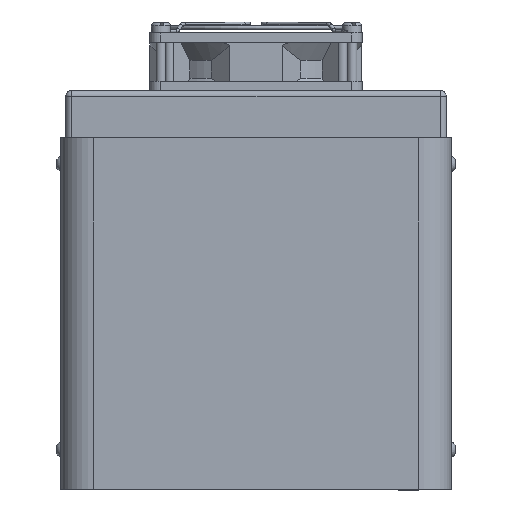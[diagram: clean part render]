
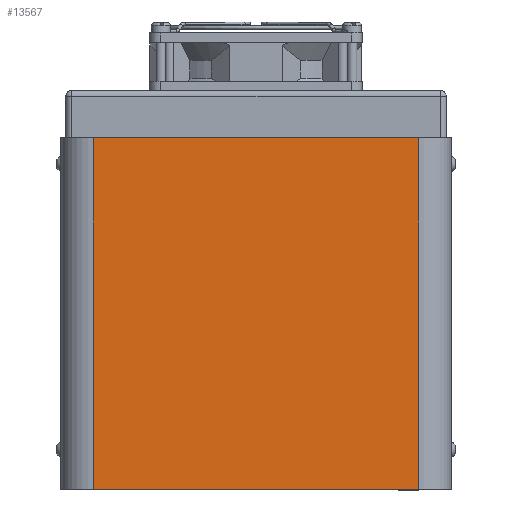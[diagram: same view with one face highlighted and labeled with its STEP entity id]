
A CAD part, top view. The second image highlights one B-rep face of the part: STEP entity #13567.
In plain terms, the highlighted planar face has unit normal (0, 0, 1).
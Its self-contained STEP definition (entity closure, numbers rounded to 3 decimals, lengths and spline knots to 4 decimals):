
#929 = DIRECTION ( 'NONE',  ( 0., 0., 1. ) ) ;
#3850 = DIRECTION ( 'NONE',  ( -1., 0., 0. ) ) ;
#6637 = LINE ( 'NONE', #37062, #54524 ) ;
#7215 = CARTESIAN_POINT ( 'NONE',  ( 2.78, 0., 3.3275 ) ) ;
#11312 = LINE ( 'NONE', #24403, #46541 ) ;
#11768 = DIRECTION ( 'NONE',  ( 0., -1., 0. ) ) ;
#12142 = CARTESIAN_POINT ( 'NONE',  ( 2.78, 0., 3.3275 ) ) ;
#12568 = VECTOR ( 'NONE', #11768, 39.3701 ) ;
#13567 = ADVANCED_FACE ( 'NONE', ( #35067 ), #29816, .T. ) ;
#15136 = ORIENTED_EDGE ( 'NONE', *, *, #39711, .T. ) ;
#17304 = ORIENTED_EDGE ( 'NONE', *, *, #35098, .T. ) ;
#19208 = VERTEX_POINT ( 'NONE', #27069 ) ;
#24403 = CARTESIAN_POINT ( 'NONE',  ( 3.33, 0., 3.3275 ) ) ;
#24937 = EDGE_CURVE ( 'NONE', #56158, #59367, #28480, .T. ) ;
#25392 = LINE ( 'NONE', #57013, #12568 ) ;
#27069 = CARTESIAN_POINT ( 'NONE',  ( -2.78, 6., 3.3275 ) ) ;
#28480 = LINE ( 'NONE', #7215, #52264 ) ;
#29717 = ORIENTED_EDGE ( 'NONE', *, *, #24937, .T. ) ;
#29816 = PLANE ( 'NONE',  #35507 ) ;
#34650 = DIRECTION ( 'NONE',  ( 0., -1., 0. ) ) ;
#35067 = FACE_OUTER_BOUND ( 'NONE', #39368, .T. ) ;
#35098 = EDGE_CURVE ( 'NONE', #59367, #19208, #6637, .T. ) ;
#35507 = AXIS2_PLACEMENT_3D ( 'NONE', #39237, #929, #34650 ) ;
#37062 = CARTESIAN_POINT ( 'NONE',  ( 3.33, 6., 3.3275 ) ) ;
#37475 = ORIENTED_EDGE ( 'NONE', *, *, #55852, .T. ) ;
#39237 = CARTESIAN_POINT ( 'NONE',  ( -3.33, 6., 3.3275 ) ) ;
#39262 = VERTEX_POINT ( 'NONE', #55165 ) ;
#39368 = EDGE_LOOP ( 'NONE', ( #37475, #29717, #17304, #15136 ) ) ;
#39711 = EDGE_CURVE ( 'NONE', #19208, #39262, #25392, .T. ) ;
#40831 = DIRECTION ( 'NONE',  ( 0., 1., 0. ) ) ;
#46541 = VECTOR ( 'NONE', #57652, 39.3701 ) ;
#49584 = CARTESIAN_POINT ( 'NONE',  ( 2.78, 6., 3.3275 ) ) ;
#52264 = VECTOR ( 'NONE', #40831, 39.3701 ) ;
#54524 = VECTOR ( 'NONE', #3850, 39.3701 ) ;
#55165 = CARTESIAN_POINT ( 'NONE',  ( -2.78, 0., 3.3275 ) ) ;
#55852 = EDGE_CURVE ( 'NONE', #39262, #56158, #11312, .T. ) ;
#56158 = VERTEX_POINT ( 'NONE', #12142 ) ;
#57013 = CARTESIAN_POINT ( 'NONE',  ( -2.78, 6., 3.3275 ) ) ;
#57652 = DIRECTION ( 'NONE',  ( 1., 0., 0. ) ) ;
#59367 = VERTEX_POINT ( 'NONE', #49584 ) ;
